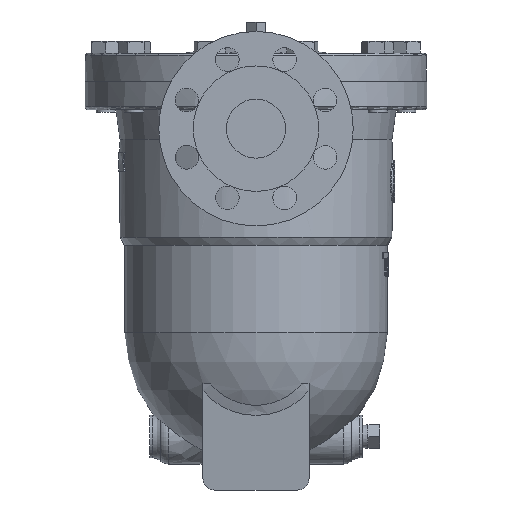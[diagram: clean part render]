
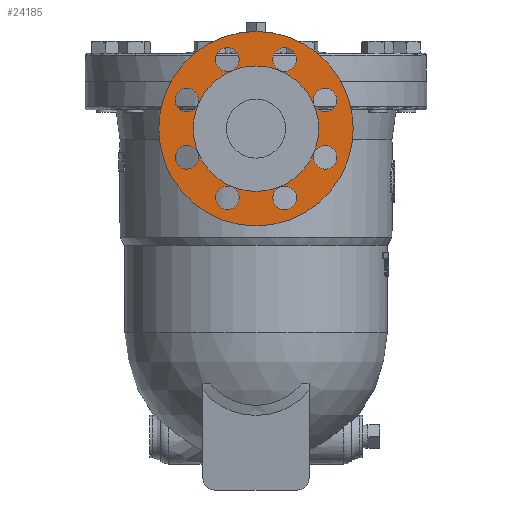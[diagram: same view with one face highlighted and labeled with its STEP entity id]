
A CAD part, left-side view. The second image highlights one B-rep face of the part: STEP entity #24185.
In plain terms, the highlighted planar face has unit normal (-1, 0, 0).
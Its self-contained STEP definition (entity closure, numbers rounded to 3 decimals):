
#22976=CARTESIAN_POINT('',(-195.9,-65.737,-8.629));
#22977=VERTEX_POINT('',#22976);
#22978=CARTESIAN_POINT('',(-195.9,-58.666,-15.7));
#22979=DIRECTION('',(1.0,0.,0.));
#22980=DIRECTION('',(0.,-0.707,0.707));
#22981=AXIS2_PLACEMENT_3D('',#22978,#22979,#22980);
#22982=CIRCLE('',#22981,10.0);
#22983=EDGE_CURVE('',#22977,#22977,#22982,.T.);
#23017=CARTESIAN_POINT('',(-195.9,-68.666,-64.3));
#23018=VERTEX_POINT('',#23017);
#23019=CARTESIAN_POINT('',(-195.9,-58.666,-64.3));
#23020=DIRECTION('',(1.0,0.0,0.0));
#23021=DIRECTION('',(0.0,-1.0,0.0));
#23022=AXIS2_PLACEMENT_3D('',#23019,#23020,#23021);
#23023=CIRCLE('',#23022,10.0);
#23024=EDGE_CURVE('',#23018,#23018,#23023,.T.);
#23058=CARTESIAN_POINT('',(-195.9,-31.371,-105.737));
#23059=VERTEX_POINT('',#23058);
#23060=CARTESIAN_POINT('',(-195.9,-24.3,-98.666));
#23061=DIRECTION('',(1.0,0.,0.));
#23062=DIRECTION('',(0.,-0.707,-0.707));
#23063=AXIS2_PLACEMENT_3D('',#23060,#23061,#23062);
#23064=CIRCLE('',#23063,10.0);
#23065=EDGE_CURVE('',#23059,#23059,#23064,.T.);
#23099=CARTESIAN_POINT('',(-195.9,24.3,-108.666));
#23100=VERTEX_POINT('',#23099);
#23101=CARTESIAN_POINT('',(-195.9,24.3,-98.666));
#23102=DIRECTION('',(1.0,0.0,0.0));
#23103=DIRECTION('',(0.0,0.0,-1.0));
#23104=AXIS2_PLACEMENT_3D('',#23101,#23102,#23103);
#23105=CIRCLE('',#23104,10.0);
#23106=EDGE_CURVE('',#23100,#23100,#23105,.T.);
#23140=CARTESIAN_POINT('',(-195.9,65.737,-71.371));
#23141=VERTEX_POINT('',#23140);
#23142=CARTESIAN_POINT('',(-195.9,58.666,-64.3));
#23143=DIRECTION('',(1.0,0.,0.));
#23144=DIRECTION('',(0.,0.707,-0.707));
#23145=AXIS2_PLACEMENT_3D('',#23142,#23143,#23144);
#23146=CIRCLE('',#23145,10.0);
#23147=EDGE_CURVE('',#23141,#23141,#23146,.T.);
#23181=CARTESIAN_POINT('',(-195.9,68.666,-15.7));
#23182=VERTEX_POINT('',#23181);
#23183=CARTESIAN_POINT('',(-195.9,58.666,-15.7));
#23184=DIRECTION('',(1.0,0.0,0.0));
#23185=DIRECTION('',(0.0,1.0,0.0));
#23186=AXIS2_PLACEMENT_3D('',#23183,#23184,#23185);
#23187=CIRCLE('',#23186,10.0);
#23188=EDGE_CURVE('',#23182,#23182,#23187,.T.);
#23222=CARTESIAN_POINT('',(-195.9,31.371,25.737));
#23223=VERTEX_POINT('',#23222);
#23224=CARTESIAN_POINT('',(-195.9,24.3,18.666));
#23225=DIRECTION('',(1.0,0.,0.));
#23226=DIRECTION('',(0.,0.707,0.707));
#23227=AXIS2_PLACEMENT_3D('',#23224,#23225,#23226);
#23228=CIRCLE('',#23227,10.0);
#23229=EDGE_CURVE('',#23223,#23223,#23228,.T.);
#23263=CARTESIAN_POINT('',(-195.9,-24.3,28.666));
#23264=VERTEX_POINT('',#23263);
#23265=CARTESIAN_POINT('',(-195.9,-24.3,18.666));
#23266=DIRECTION('',(1.0,0.0,0.0));
#23267=DIRECTION('',(0.0,0.0,1.0));
#23268=AXIS2_PLACEMENT_3D('',#23265,#23266,#23267);
#23269=CIRCLE('',#23268,10.0);
#23270=EDGE_CURVE('',#23264,#23264,#23269,.T.);
#24134=CARTESIAN_POINT('',(-195.9,0.0,27.875));
#24135=DIRECTION('',(-1.0,0.0,0.0));
#24136=DIRECTION('',(0.0,0.0,1.0));
#24137=AXIS2_PLACEMENT_3D('',#24134,#24135,#24136);
#24138=PLANE('',#24137);
#24139=CARTESIAN_POINT('',(-195.9,0.0,42.5));
#24140=VERTEX_POINT('',#24139);
#24141=CARTESIAN_POINT('',(-195.9,0.0,-40.));
#24142=DIRECTION('',(-1.0,0.0,0.0));
#24143=DIRECTION('',(0.0,0.0,1.0));
#24144=AXIS2_PLACEMENT_3D('',#24141,#24142,#24143);
#24145=CIRCLE('',#24144,82.5);
#24146=EDGE_CURVE('',#24140,#24140,#24145,.T.);
#24147=ORIENTED_EDGE('',*,*,#24146,.T.);
#24148=EDGE_LOOP('',(#24147));
#24149=FACE_OUTER_BOUND('',#24148,.T.);
#24150=CARTESIAN_POINT('',(-195.9,0.0,13.25));
#24151=VERTEX_POINT('',#24150);
#24152=CARTESIAN_POINT('',(-195.9,0.0,-40.));
#24153=DIRECTION('',(-1.0,0.0,0.0));
#24154=DIRECTION('',(0.0,0.0,1.0));
#24155=AXIS2_PLACEMENT_3D('',#24152,#24153,#24154);
#24156=CIRCLE('',#24155,53.25);
#24157=EDGE_CURVE('',#24151,#24151,#24156,.T.);
#24158=ORIENTED_EDGE('',*,*,#24157,.F.);
#24159=EDGE_LOOP('',(#24158));
#24160=FACE_BOUND('',#24159,.T.);
#24161=ORIENTED_EDGE('',*,*,#23065,.T.);
#24162=EDGE_LOOP('',(#24161));
#24163=FACE_BOUND('',#24162,.T.);
#24164=ORIENTED_EDGE('',*,*,#23106,.T.);
#24165=EDGE_LOOP('',(#24164));
#24166=FACE_BOUND('',#24165,.T.);
#24167=ORIENTED_EDGE('',*,*,#22983,.T.);
#24168=EDGE_LOOP('',(#24167));
#24169=FACE_BOUND('',#24168,.T.);
#24170=ORIENTED_EDGE('',*,*,#23024,.T.);
#24171=EDGE_LOOP('',(#24170));
#24172=FACE_BOUND('',#24171,.T.);
#24173=ORIENTED_EDGE('',*,*,#23147,.T.);
#24174=EDGE_LOOP('',(#24173));
#24175=FACE_BOUND('',#24174,.T.);
#24176=ORIENTED_EDGE('',*,*,#23188,.T.);
#24177=EDGE_LOOP('',(#24176));
#24178=FACE_BOUND('',#24177,.T.);
#24179=ORIENTED_EDGE('',*,*,#23229,.T.);
#24180=EDGE_LOOP('',(#24179));
#24181=FACE_BOUND('',#24180,.T.);
#24182=ORIENTED_EDGE('',*,*,#23270,.T.);
#24183=EDGE_LOOP('',(#24182));
#24184=FACE_BOUND('',#24183,.T.);
#24185=ADVANCED_FACE('',(#24149,#24160,#24163,#24166,#24169,#24172,#24175,#24178,#24181,#24184),#24138,.T.);
